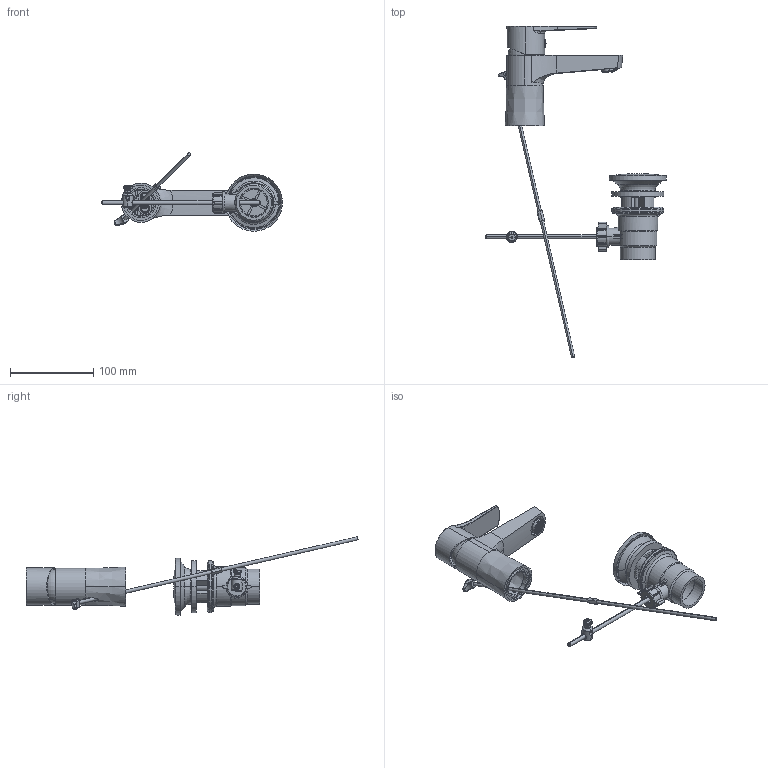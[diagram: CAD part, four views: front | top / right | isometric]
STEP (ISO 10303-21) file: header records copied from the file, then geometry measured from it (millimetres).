
FILE_DESCRIPTION (( 'STEP AP203' ), '1' );
FILE_NAME ('STEP18A305346.STEP', '2021-10-04T09:10:23', ( '' ), ( '' ), 'SwSTEP 2.0', 'SolidWorks 2021', '' );
FILE_SCHEMA (( 'CONFIG_CONTROL_DESIGN' ));
Length unit declared in the file: millimetre
Products named in the file (1): STEP18A305346
Bounding box: 216.59 x 397.66 x 94.06 mm (x, y, z)
Volume: 205224.9 mm3; surface area: 150773.9 mm2
Topology: 21 solids, 21 shells, 1727 faces, 4368 edges, 2801 vertices
Faces by surface type: plane 1123, cylinder 297, bspline 147, cone 79, torus 73, sphere 8
Entity records: 59891 total; most frequent: CARTESIAN_POINT 18989, ORIENTED_EDGE 8694, DIRECTION 8260, EDGE_CURVE 4347, AXIS2_PLACEMENT_3D 2916, VERTEX_POINT 2801, VECTOR 2428, LINE 2428
